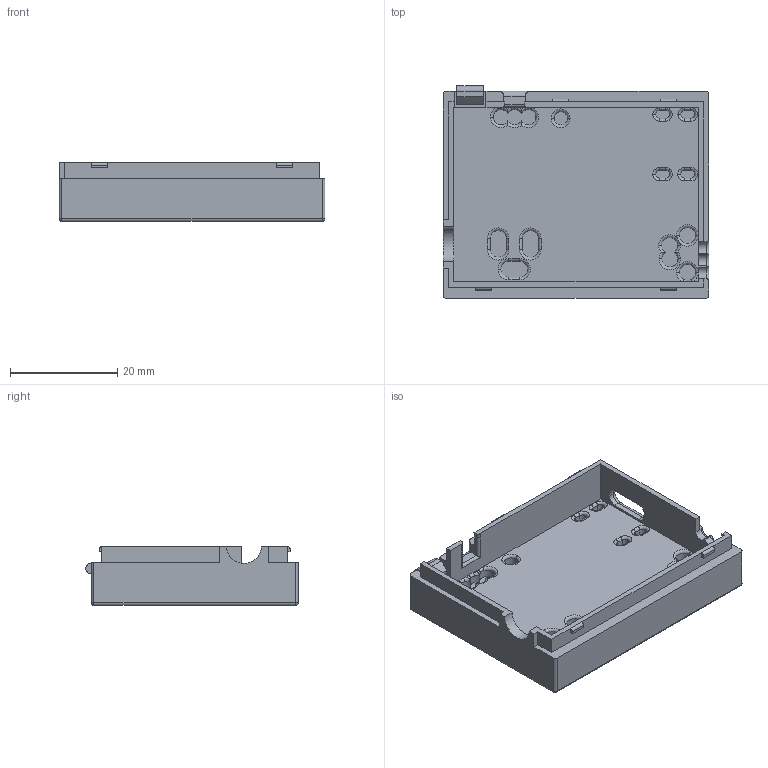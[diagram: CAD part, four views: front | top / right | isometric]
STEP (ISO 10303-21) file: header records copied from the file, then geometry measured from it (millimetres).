
FILE_DESCRIPTION(('FreeCAD Model'),'2;1');
FILE_NAME('Open CASCADE Shape Model','2024-05-24T15:38:59',(''),(''), 'Open CASCADE STEP processor 7.6','FreeCAD','Unknown');
FILE_SCHEMA(('AUTOMOTIVE_DESIGN { 1 0 10303 214 1 1 1 1 }'));
Length unit declared in the file: millimetre
Products named in the file (1): LedBoxV3_REV_00_Top_V0
Bounding box: 49.6 x 39.6 x 11 mm (x, y, z)
Volume: 7927.6 mm3; surface area: 7139.4 mm2
Topology: 1 solids, 1 shells, 237 faces, 591 edges, 360 vertices
Faces by surface type: plane 95, cylinder 84, torus 49, bspline 5, sphere 4
Entity records: 7259 total; most frequent: CARTESIAN_POINT 1498, DIRECTION 1273, ORIENTED_EDGE 1174, EDGE_CURVE 587, AXIS2_PLACEMENT_3D 480, VERTEX_POINT 360, LINE 313, VECTOR 313
